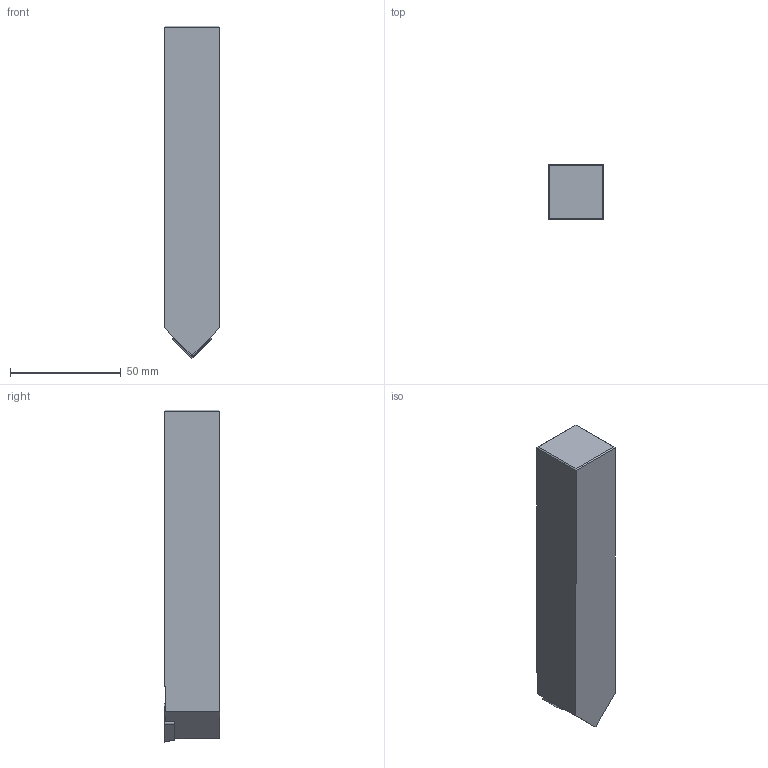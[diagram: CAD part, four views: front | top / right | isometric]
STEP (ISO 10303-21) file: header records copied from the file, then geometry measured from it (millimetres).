
FILE_DESCRIPTION((''),'2;1');
FILE_NAME('70656125_ASM','2018-11-14T13:28:11',('piechottad'),(''),'CREO PARAMETRIC BY PTC INC, 2017380','CREO PARAMETRIC BY PTC INC, 2017380','');
FILE_SCHEMA(('AUTOMOTIVE_DESIGN { 1 0 10303 214 1 1 1 1 }'));
Length unit declared in the file: millimetre
Products named in the file (3): 70656125NC; 70656125C; 70656125_ASM
Assembly tree (2 placements, depth 2):
  70656125_ASM
    70656125NC
    70656125C
Bounding box: 25 x 25 x 150 mm (x, y, z)
Volume: 88910.3 mm3; surface area: 15955.9 mm2
Topology: 2 solids, 2 shells, 33 faces, 89 edges, 60 vertices
Faces by surface type: plane 23, cylinder 6, torus 2, cone 2
Entity records: 2438 total; most frequent: CARTESIAN_POINT 258, DIRECTION 236, ORIENTED_EDGE 158, PROPERTY_DEFINITION 131, REPRESENTATION 129, PROPERTY_DEFINITION_REPRESENTATION 129, PRESENTATION_STYLE_ASSIGNMENT 128, STYLED_ITEM 128
